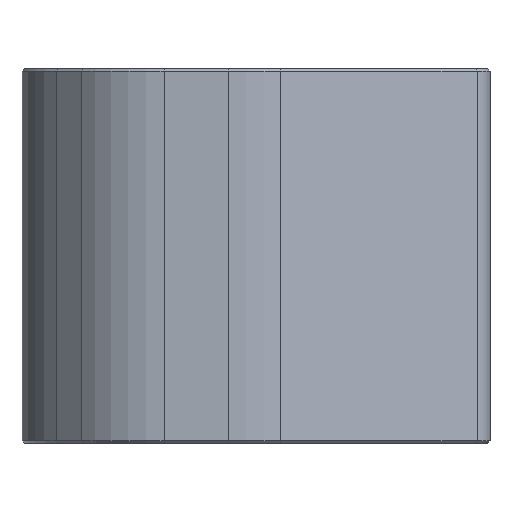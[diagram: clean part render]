
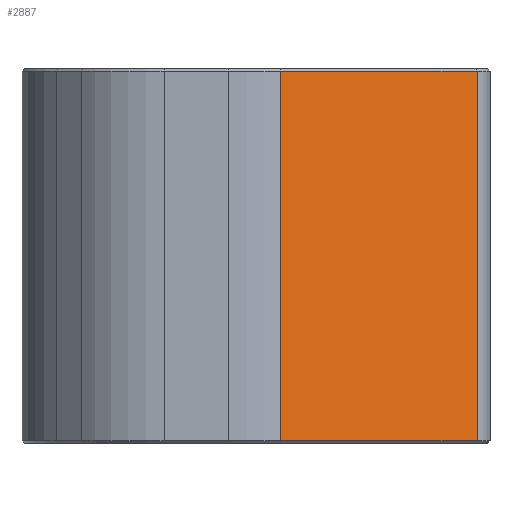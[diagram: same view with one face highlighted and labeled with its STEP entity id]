
A CAD part, front view. The second image highlights one B-rep face of the part: STEP entity #2887.
In plain terms, the highlighted planar face has unit normal (0.447, -0.894, 0).
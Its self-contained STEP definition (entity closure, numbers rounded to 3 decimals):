
#10 = CARTESIAN_POINT ( 'NONE',  ( -12.889, -11.744, -15.8 ) ) ;
#63 = ORIENTED_EDGE ( 'NONE', *, *, #2187, .T. ) ;
#226 = DIRECTION ( 'NONE',  ( 0., 0., -1. ) ) ;
#303 = ORIENTED_EDGE ( 'NONE', *, *, #1939, .T. ) ;
#410 = DIRECTION ( 'NONE',  ( 0., 0., 1. ) ) ;
#571 = CARTESIAN_POINT ( 'NONE',  ( -12.889, -11.744, -16. ) ) ;
#648 = EDGE_LOOP ( 'NONE', ( #63, #1344, #1467, #303 ) ) ;
#658 = VERTEX_POINT ( 'NONE', #10 ) ;
#784 = DIRECTION ( 'NONE',  ( -0.447, 0.894, 0. ) ) ;
#833 = DIRECTION ( 'NONE',  ( 0., 0., -1. ) ) ;
#1021 = LINE ( 'NONE', #3738, #2238 ) ;
#1074 = AXIS2_PLACEMENT_3D ( 'NONE', #2883, #784, #226 ) ;
#1344 = ORIENTED_EDGE ( 'NONE', *, *, #2959, .T. ) ;
#1355 = CARTESIAN_POINT ( 'NONE',  ( -12.889, -11.744, 15.8 ) ) ;
#1456 = VECTOR ( 'NONE', #2943, 1000. ) ;
#1467 = ORIENTED_EDGE ( 'NONE', *, *, #2012, .T. ) ;
#1471 = VECTOR ( 'NONE', #410, 1000. ) ;
#1576 = VERTEX_POINT ( 'NONE', #2832 ) ;
#1709 = LINE ( 'NONE', #3243, #1456 ) ;
#1758 = LINE ( 'NONE', #571, #3758 ) ;
#1939 = EDGE_CURVE ( 'NONE', #1576, #3889, #1021, .T. ) ;
#2012 = EDGE_CURVE ( 'NONE', #3036, #1576, #3185, .T. ) ;
#2031 = PLANE ( 'NONE',  #1074 ) ;
#2187 = EDGE_CURVE ( 'NONE', #3889, #658, #1758, .T. ) ;
#2238 = VECTOR ( 'NONE', #2250, 1000. ) ;
#2250 = DIRECTION ( 'NONE',  ( -0.894, -0.447, 0. ) ) ;
#2832 = CARTESIAN_POINT ( 'NONE',  ( 3.894, -3.353, 15.8 ) ) ;
#2862 = CARTESIAN_POINT ( 'NONE',  ( 3.894, -3.353, 16. ) ) ;
#2883 = CARTESIAN_POINT ( 'NONE',  ( 5., -2.8, 16. ) ) ;
#2887 = ADVANCED_FACE ( 'NONE', ( #3495 ), #2031, .F. ) ;
#2943 = DIRECTION ( 'NONE',  ( 0.894, 0.447, 0. ) ) ;
#2959 = EDGE_CURVE ( 'NONE', #658, #3036, #1709, .T. ) ;
#3036 = VERTEX_POINT ( 'NONE', #3917 ) ;
#3185 = LINE ( 'NONE', #2862, #1471 ) ;
#3243 = CARTESIAN_POINT ( 'NONE',  ( 3.894, -3.353, -15.8 ) ) ;
#3495 = FACE_OUTER_BOUND ( 'NONE', #648, .T. ) ;
#3738 = CARTESIAN_POINT ( 'NONE',  ( 5., -2.8, 15.8 ) ) ;
#3758 = VECTOR ( 'NONE', #833, 1000. ) ;
#3889 = VERTEX_POINT ( 'NONE', #1355 ) ;
#3917 = CARTESIAN_POINT ( 'NONE',  ( 3.894, -3.353, -15.8 ) ) ;
